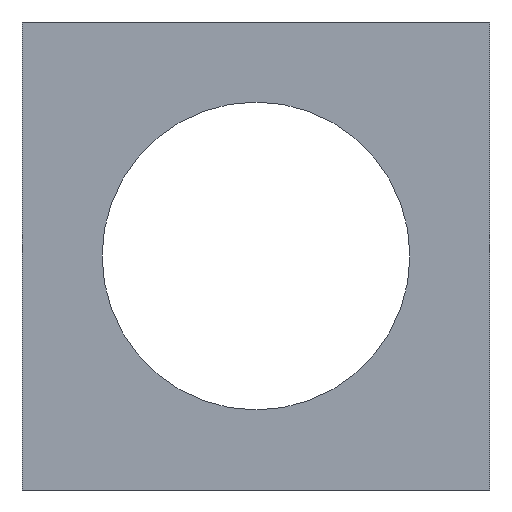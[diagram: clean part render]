
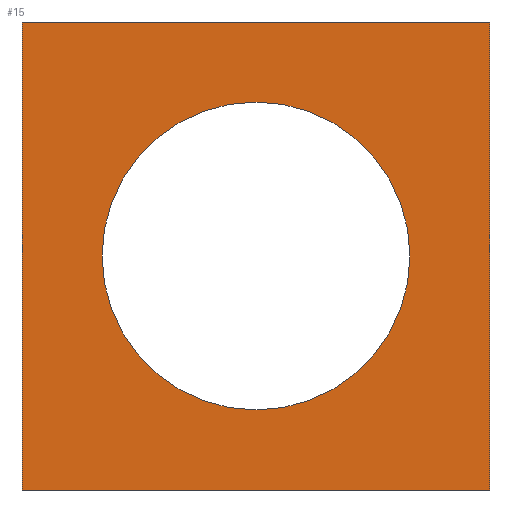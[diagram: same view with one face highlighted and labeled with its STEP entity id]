
A CAD part, front view. The second image highlights one B-rep face of the part: STEP entity #15.
In plain terms, the highlighted planar face has unit normal (0, -1, 0).
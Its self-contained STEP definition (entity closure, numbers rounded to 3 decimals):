
#2 = ORIENTED_EDGE ( 'NONE', *, *, #10, .T. ) ;
#6 = ORIENTED_EDGE ( 'NONE', *, *, #81, .F. ) ;
#8 = ORIENTED_EDGE ( 'NONE', *, *, #24, .F. ) ;
#9 = EDGE_LOOP ( 'NONE', ( #12, #25, #6, #8 ) ) ;
#10 = EDGE_CURVE ( 'NONE', #69, #21, #177, .T. ) ;
#11 = ORIENTED_EDGE ( 'NONE', *, *, #86, .T. ) ;
#12 = ORIENTED_EDGE ( 'NONE', *, *, #82, .F. ) ;
#15 = ADVANCED_FACE ( 'NONE', ( #89, #201 ), #91, .F. ) ;
#21 = VERTEX_POINT ( 'NONE', #119 ) ;
#24 = EDGE_CURVE ( 'NONE', #66, #52, #121, .T. ) ;
#25 = ORIENTED_EDGE ( 'NONE', *, *, #38, .F. ) ;
#38 = EDGE_CURVE ( 'NONE', #56, #65, #152, .T. ) ;
#44 = EDGE_LOOP ( 'NONE', ( #2, #11 ) ) ;
#52 = VERTEX_POINT ( 'NONE', #142 ) ;
#56 = VERTEX_POINT ( 'NONE', #139 ) ;
#65 = VERTEX_POINT ( 'NONE', #130 ) ;
#66 = VERTEX_POINT ( 'NONE', #164 ) ;
#69 = VERTEX_POINT ( 'NONE', #118 ) ;
#81 = EDGE_CURVE ( 'NONE', #52, #56, #263, .T. ) ;
#82 = EDGE_CURVE ( 'NONE', #65, #66, #260, .T. ) ;
#86 = EDGE_CURVE ( 'NONE', #21, #69, #253, .T. ) ;
#88 = AXIS2_PLACEMENT_3D ( 'NONE', #100, #99, #104 ) ;
#89 = FACE_BOUND ( 'NONE', #44, .T. ) ;
#91 = PLANE ( 'NONE',  #88 ) ;
#92 = CARTESIAN_POINT ( 'NONE',  ( 0., 0., 0. ) ) ;
#96 = AXIS2_PLACEMENT_3D ( 'NONE', #92, #98, #97 ) ;
#97 = DIRECTION ( 'NONE',  ( 0., 0., 1. ) ) ;
#98 = DIRECTION ( 'NONE',  ( 0., 1., 0. ) ) ;
#99 = DIRECTION ( 'NONE',  ( 0., 1., 0. ) ) ;
#100 = CARTESIAN_POINT ( 'NONE',  ( -9.5, 0., -9.5 ) ) ;
#104 = DIRECTION ( 'NONE',  ( 0., 0., 1. ) ) ;
#118 = CARTESIAN_POINT ( 'NONE',  ( 0., 0., 6.25 ) ) ;
#119 = CARTESIAN_POINT ( 'NONE',  ( 0., 0., -6.25 ) ) ;
#120 = CARTESIAN_POINT ( 'NONE',  ( 9.5, 0., 9.5 ) ) ;
#121 = LINE ( 'NONE', #120, #199 ) ;
#130 = CARTESIAN_POINT ( 'NONE',  ( -9.5, 0., -9.5 ) ) ;
#139 = CARTESIAN_POINT ( 'NONE',  ( 9.5, 0., -9.5 ) ) ;
#142 = CARTESIAN_POINT ( 'NONE',  ( 9.5, 0., 9.5 ) ) ;
#151 = VECTOR ( 'NONE', #190, 1000. ) ;
#152 = LINE ( 'NONE', #195, #151 ) ;
#164 = CARTESIAN_POINT ( 'NONE',  ( -9.5, 0., 9.5 ) ) ;
#177 = CIRCLE ( 'NONE', #96, 6.25 ) ;
#179 = DIRECTION ( 'NONE',  ( 1., 0., 0. ) ) ;
#190 = DIRECTION ( 'NONE',  ( -1., 0., 0. ) ) ;
#195 = CARTESIAN_POINT ( 'NONE',  ( 9.5, 0., -9.5 ) ) ;
#199 = VECTOR ( 'NONE', #179, 1000. ) ;
#201 = FACE_OUTER_BOUND ( 'NONE', #9, .T. ) ;
#204 = AXIS2_PLACEMENT_3D ( 'NONE', #252, #250, #249 ) ;
#249 = DIRECTION ( 'NONE',  ( 0., 0., 1. ) ) ;
#250 = DIRECTION ( 'NONE',  ( 0., 1., 0. ) ) ;
#252 = CARTESIAN_POINT ( 'NONE',  ( 0., 0., 0. ) ) ;
#253 = CIRCLE ( 'NONE', #204, 6.25 ) ;
#255 = DIRECTION ( 'NONE',  ( 0., 0., 1. ) ) ;
#256 = VECTOR ( 'NONE', #255, 1000. ) ;
#257 = CARTESIAN_POINT ( 'NONE',  ( -9.5, 0., 9.5 ) ) ;
#260 = LINE ( 'NONE', #257, #256 ) ;
#261 = DIRECTION ( 'NONE',  ( 0., 0., -1. ) ) ;
#262 = VECTOR ( 'NONE', #261, 1000. ) ;
#263 = LINE ( 'NONE', #264, #262 ) ;
#264 = CARTESIAN_POINT ( 'NONE',  ( 9.5, 0., 9.5 ) ) ;
